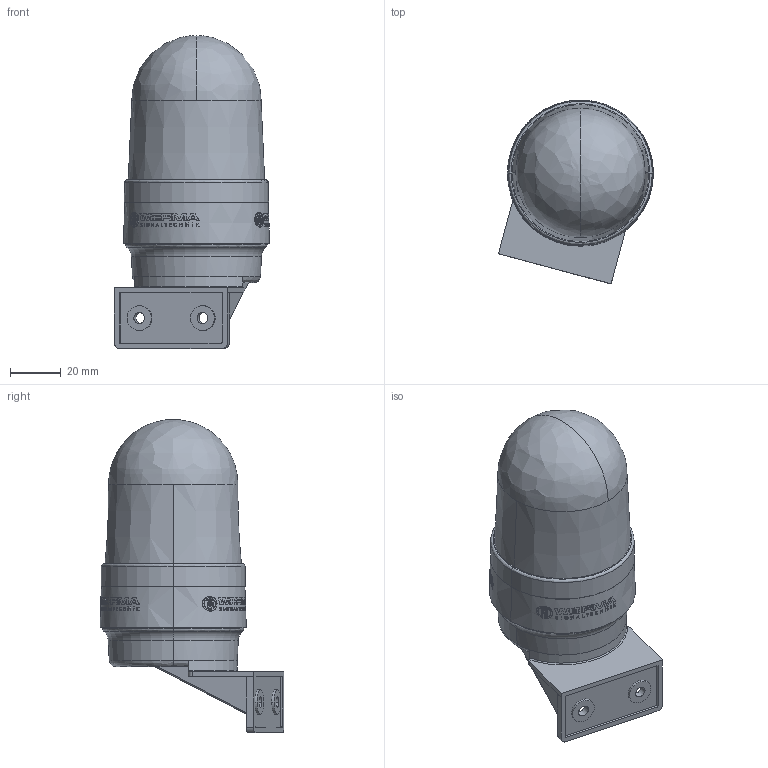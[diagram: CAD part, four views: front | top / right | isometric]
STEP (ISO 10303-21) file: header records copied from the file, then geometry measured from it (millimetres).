
FILE_DESCRIPTION (( 'STEP AP214' ), '1' );
FILE_NAME ('21430075.step', '2016-03-10T22:54:57', ( '' ), ( '' ), 'SwSTEP 2.0', 'SolidWorks 2015', '' );
FILE_SCHEMA (( 'AUTOMOTIVE_DESIGN' ));
Length unit declared in the file: inch
Products named in the file (1): 21430075
Bounding box: 61.13 x 72.44 x 123.4 mm (x, y, z)
Volume: 203766.3 mm3; surface area: 24189.1 mm2
Topology: 1 solids, 1 shells, 828 faces, 2228 edges, 1478 vertices
Faces by surface type: plane 551, cylinder 179, cone 86, bspline 9, torus 3
Entity records: 29279 total; most frequent: CARTESIAN_POINT 9776, ORIENTED_EDGE 4452, DIRECTION 3523, EDGE_CURVE 2226, VERTEX_POINT 1478, AXIS2_PLACEMENT_3D 1315, EDGE_LOOP 910, VECTOR 893
